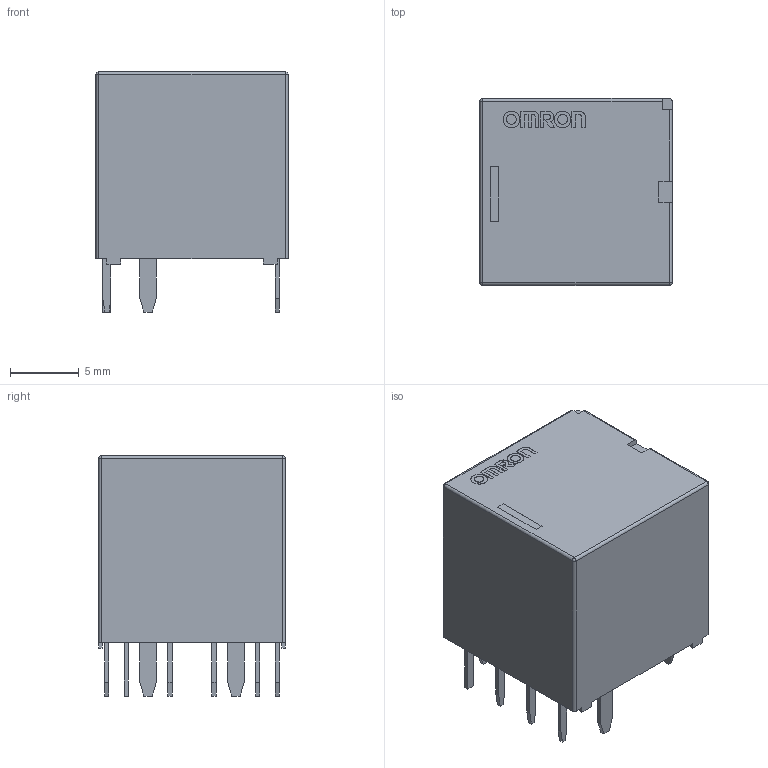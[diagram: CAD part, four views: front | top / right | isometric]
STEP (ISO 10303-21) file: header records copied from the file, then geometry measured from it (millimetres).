
FILE_DESCRIPTION(/* description */ (''),/* implementation_level */ '2;1');
FILE_NAME(/* name */ 'G8ND-2S-AS.stp',/* time_stamp */ '2020-12-02T22:47:46+02:00',/* author */ ('AbuBakr'),/* organization */ (''),/* preprocessor_version */ 'ST-DEVELOPER v17',/* originating_system */ 'Autodesk Inventor 2019',/* authorisation */ '');
FILE_SCHEMA (('AUTOMOTIVE_DESIGN { 1 0 10303 214 3 1 1 }'));
Products named in the file (5): G8ND-2S-AS; Body; Leads; direction _Mark; Omron Logo Adjustable Logo
Assembly tree (4 placements, depth 2):
  G8ND-2S-AS
    Body
    Leads
    direction _Mark
    Omron Logo Adjustable Logo
Bounding box: 14 x 13.6 x 17.5 mm (x, y, z)
Volume: 2596.1 mm3; surface area: 1215.1 mm2
Topology: 15 solids, 15 shells, 175 faces, 426 edges, 281 vertices
Faces by surface type: plane 136, bspline 27, cylinder 9, sphere 3
Entity records: 5452 total; most frequent: CARTESIAN_POINT 1242, ORIENTED_EDGE 852, DIRECTION 704, EDGE_CURVE 426, LINE 354, VECTOR 354, VERTEX_POINT 281, EDGE_LOOP 179
